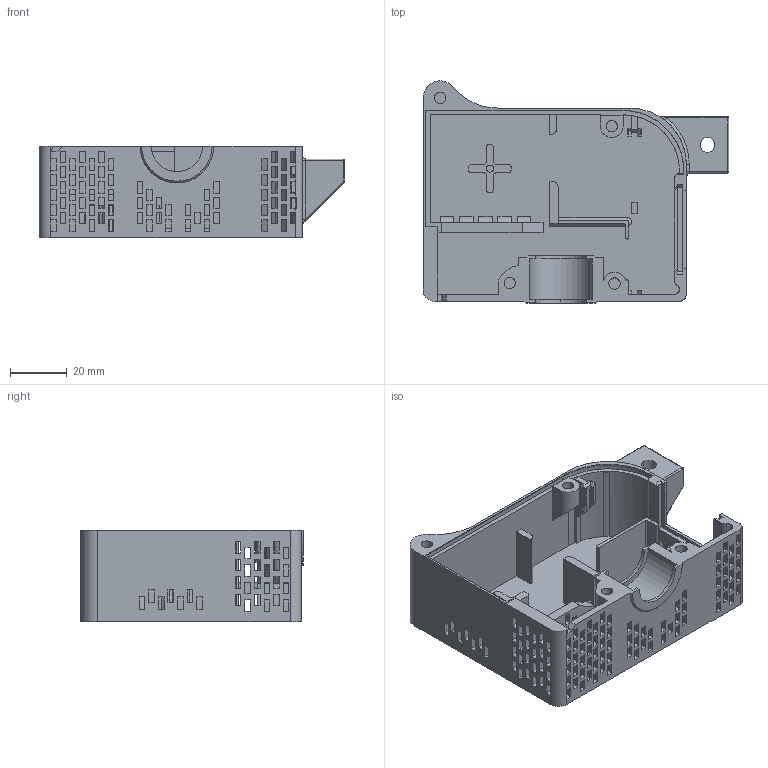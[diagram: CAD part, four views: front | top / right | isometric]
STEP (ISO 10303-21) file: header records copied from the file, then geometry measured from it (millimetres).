
FILE_DESCRIPTION (( 'STEP AP214' ), '1' );
FILE_NAME ('Body_Drawing_Left.STEP', '2024-06-17T14:02:39', ( '' ), ( '' ), 'SwSTEP 2.0', 'SolidWorks 2024', '' );
FILE_SCHEMA (( 'AUTOMOTIVE_DESIGN' ));
Length unit declared in the file: millimetre
Products named in the file (1): Body_Drawing_Left
Bounding box: 108.1 x 78.59 x 32.55 mm (x, y, z)
Volume: 52095.5 mm3; surface area: 43584.9 mm2
Topology: 1 solids, 1 shells, 999 faces, 3005 edges, 1977 vertices
Faces by surface type: plane 820, bspline 95, cylinder 70, cone 9, sphere 5
Entity records: 37511 total; most frequent: CARTESIAN_POINT 10672, ORIENTED_EDGE 6002, DIRECTION 4734, EDGE_CURVE 3001, LINE 2576, VECTOR 2576, VERTEX_POINT 1977, EDGE_LOOP 1256
